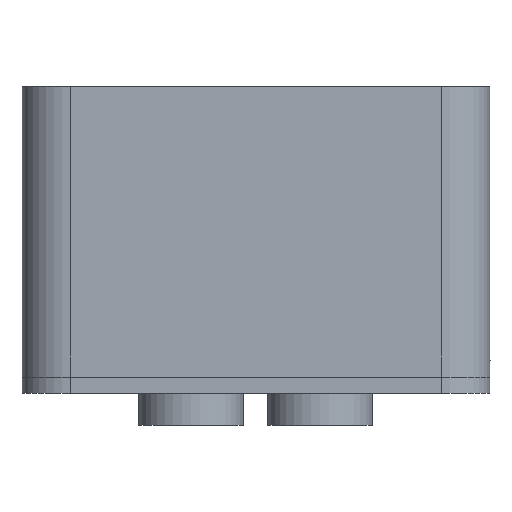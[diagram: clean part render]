
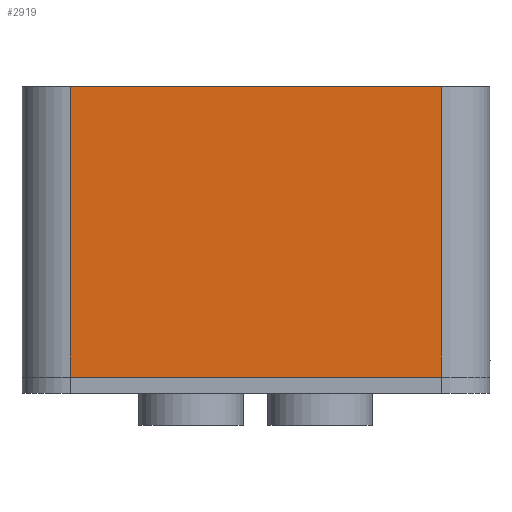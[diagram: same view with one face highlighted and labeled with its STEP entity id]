
A CAD part, front view. The second image highlights one B-rep face of the part: STEP entity #2919.
In plain terms, the highlighted planar face has unit normal (0, -1, 0).
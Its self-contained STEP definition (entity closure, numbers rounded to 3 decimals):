
#53=PLANE('',#3121);
#199=FACE_OUTER_BOUND('',#373,.T.);
#373=EDGE_LOOP('',(#2205,#2206,#2207,#2208));
#656=LINE('',#4437,#1018);
#657=LINE('',#4439,#1019);
#658=LINE('',#4441,#1020);
#659=LINE('',#4442,#1021);
#1018=VECTOR('',#3527,10.);
#1019=VECTOR('',#3528,10.);
#1020=VECTOR('',#3529,10.);
#1021=VECTOR('',#3530,10.);
#1446=VERTEX_POINT('',#4435);
#1447=VERTEX_POINT('',#4436);
#1448=VERTEX_POINT('',#4438);
#1449=VERTEX_POINT('',#4440);
#1743=EDGE_CURVE('',#1446,#1447,#656,.T.);
#1744=EDGE_CURVE('',#1448,#1446,#657,.T.);
#1745=EDGE_CURVE('',#1449,#1448,#658,.T.);
#1746=EDGE_CURVE('',#1447,#1449,#659,.T.);
#2205=ORIENTED_EDGE('',*,*,#1743,.F.);
#2206=ORIENTED_EDGE('',*,*,#1744,.F.);
#2207=ORIENTED_EDGE('',*,*,#1745,.F.);
#2208=ORIENTED_EDGE('',*,*,#1746,.F.);
#2919=ADVANCED_FACE('',(#199),#53,.T.);
#3121=AXIS2_PLACEMENT_3D('',#4434,#3525,#3526);
#3525=DIRECTION('center_axis',(0.,-1.,0.));
#3526=DIRECTION('ref_axis',(-1.,0.,0.));
#3527=DIRECTION('',(-1.,0.,0.));
#3528=DIRECTION('',(0.,0.,-1.));
#3529=DIRECTION('',(1.,0.,0.));
#3530=DIRECTION('',(0.,0.,1.));
#4434=CARTESIAN_POINT('Origin',(14.5,-32.,2.));
#4435=CARTESIAN_POINT('',(11.5,-32.,1.));
#4436=CARTESIAN_POINT('',(-11.5,-32.,1.));
#4437=CARTESIAN_POINT('',(7.25,-32.,1.));
#4438=CARTESIAN_POINT('',(11.5,-32.,19.));
#4439=CARTESIAN_POINT('',(11.5,-32.,2.));
#4440=CARTESIAN_POINT('',(-11.5,-32.,19.));
#4441=CARTESIAN_POINT('',(-14.5,-32.,19.));
#4442=CARTESIAN_POINT('',(-11.5,-32.,2.));
